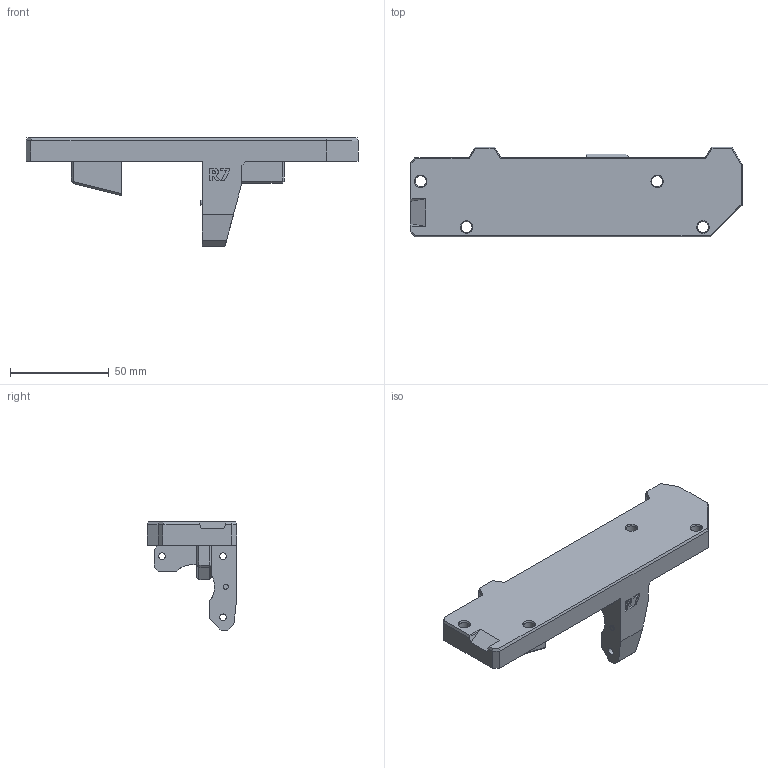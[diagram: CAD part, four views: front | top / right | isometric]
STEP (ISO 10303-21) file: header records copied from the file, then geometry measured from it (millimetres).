
FILE_DESCRIPTION(/* description */ (''),/* implementation_level */ '2;1');
FILE_NAME(/* name */ 'MINI-y-plate-rear.stp',/* time_stamp */ '2020-12-07T17:16:01+01:00',/* author */ ('Robert Turinsky'),/* organization */ (''),/* preprocessor_version */ 'ST-DEVELOPER v18.1',/* originating_system */ 'Autodesk Inventor 2021',/* authorisation */ '');
FILE_SCHEMA (('AUTOMOTIVE_DESIGN { 1 0 10303 214 3 1 1 }'));
Length unit declared in the file: millimetre
Products named in the file (1): MINI-y-plate-rear
Bounding box: 168.53 x 45.5 x 54.95 mm (x, y, z)
Volume: 95680.2 mm3; surface area: 55212.2 mm2
Topology: 1 solids, 25 shells, 362 faces, 881 edges, 569 vertices
Faces by surface type: plane 307, cylinder 42, bspline 7, cone 6
Full cylindrical faces by diameter (mm): 2.5 x1, 3.4 x3, 5.6 x4, 5.9 x15, 6 x3, 7 x4, 7.2 x4
Entity records: 10565 total; most frequent: CARTESIAN_POINT 1933, ORIENTED_EDGE 1762, DIRECTION 1679, EDGE_CURVE 881, LINE 759, VECTOR 759, VERTEX_POINT 569, AXIS2_PLACEMENT_3D 460
